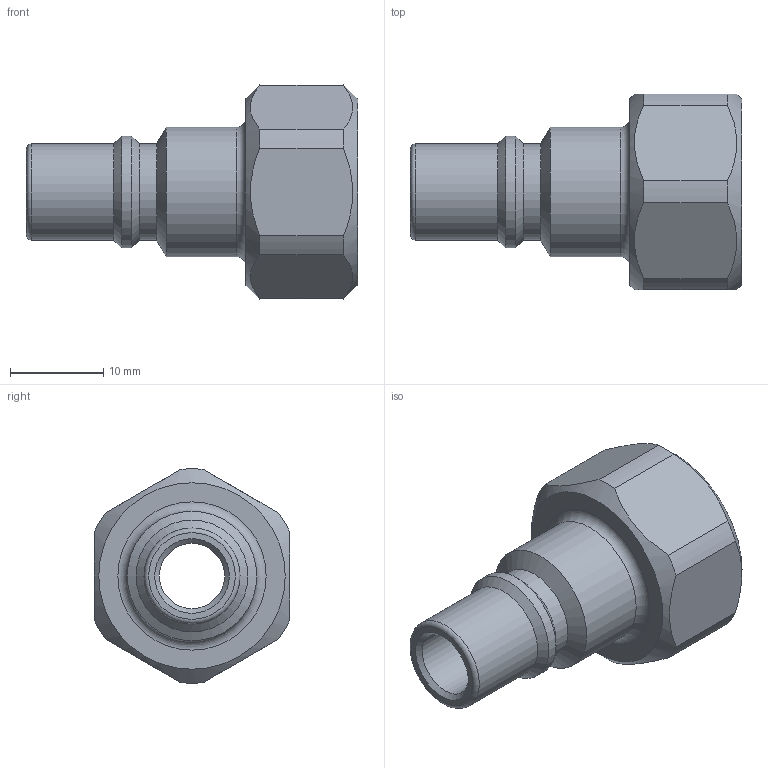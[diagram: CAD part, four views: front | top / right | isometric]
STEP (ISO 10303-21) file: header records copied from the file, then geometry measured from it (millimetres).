
FILE_DESCRIPTION((''),'2;1');
FILE_NAME('48sfiw17dxx.stp','2012-10-08T11:48:36',('IA176480'),(''),'Autodesk Inventor 2011','Autodesk Inventor 2011','');
FILE_SCHEMA(('AUTOMOTIVE_DESIGN { 1 0 10303 214 1 1 1 1 }'));
Length unit declared in the file: millimetre
Products named in the file (1): D104407
Bounding box: 35.5 x 21 x 22.99 mm (x, y, z)
Volume: 3411.8 mm3; surface area: 3421 mm2
Topology: 1 solids, 1 shells, 36 faces, 81 edges, 49 vertices
Faces by surface type: cylinder 14, plane 10, cone 9, torus 3
Full cylindrical faces by diameter (mm): 7 x1, 10.05 x1, 10.3 x2, 12 x1, 13.9 x1, 16.662 x1, 18 x1
Entity records: 900 total; most frequent: CARTESIAN_POINT 167, DIRECTION 156, ORIENTED_EDGE 118, AXIS2_PLACEMENT_3D 72, EDGE_LOOP 60, EDGE_CURVE 59, VERTEX_POINT 47, FACE_OUTER_BOUND 36
